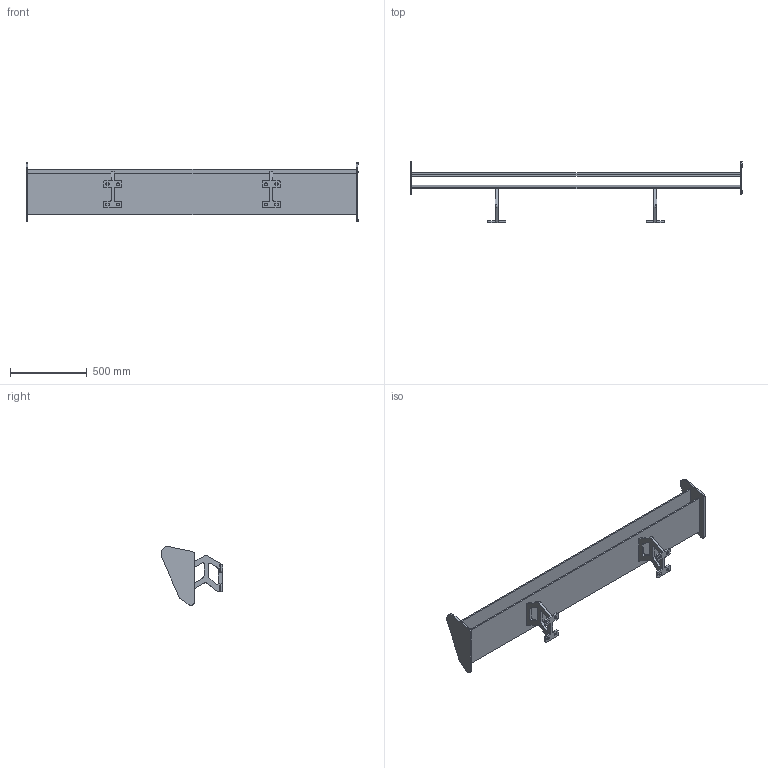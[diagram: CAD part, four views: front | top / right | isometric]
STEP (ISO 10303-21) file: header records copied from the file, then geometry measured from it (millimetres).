
FILE_DESCRIPTION(('FreeCAD Model'),'2;1');
FILE_NAME('Open CASCADE Shape Model','2025-05-04T11:10:05',('FreeCAD'),( 'FreeCAD'),'Open CASCADE STEP processor 7.6','FreeCAD','Unknown');
FILE_SCHEMA(('AUTOMOTIVE_DESIGN { 1 0 10303 214 1 1 1 1 }'));
Length unit declared in the file: millimetre
Products named in the file (1): Open CASCADE STEP translator 7.6 1
Bounding box: 2161.21 x 400.94 x 382.47 mm (x, y, z)
Volume: 18644234.5 mm3; surface area: 2274957.2 mm2
Topology: 1 solids, 1 shells, 185 faces, 525 edges, 346 vertices
Faces by surface type: bspline 185
Entity records: 5625 total; most frequent: CARTESIAN_POINT 2621, ORIENTED_EDGE 1050, EDGE_CURVE 525, B_SPLINE_CURVE_WITH_KNOTS 355, VERTEX_POINT 346, FACE_BOUND 215, EDGE_LOOP 215, ADVANCED_FACE 185
